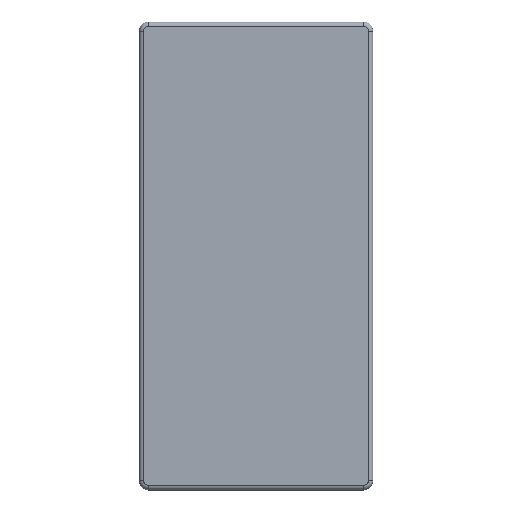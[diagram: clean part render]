
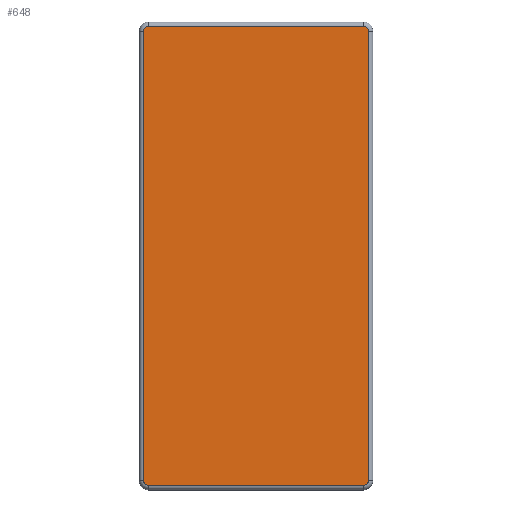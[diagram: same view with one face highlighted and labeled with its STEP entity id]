
A CAD part, top view. The second image highlights one B-rep face of the part: STEP entity #648.
In plain terms, the highlighted planar face has unit normal (0, 0, 1).
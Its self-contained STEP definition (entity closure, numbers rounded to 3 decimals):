
#56=DIRECTION('',(1.,0.,0.));
#62=DIRECTION('',(0.,0.,-1.));
#86=VECTOR('',#87,1.);
#87=DIRECTION('',(0.,-1.,0.));
#102=VECTOR('',#103,1.);
#103=DIRECTION('',(-1.,0.,0.));
#117=VECTOR('',#118,1.);
#118=DIRECTION('',(0.,1.,0.));
#132=VECTOR('',#56,1.);
#224=DIRECTION('',(0.,0.,-1.));
#421=VERTEX_POINT('',#422);
#422=CARTESIAN_POINT('',(14.74,14.24,10.3));
#428=ORIENTED_EDGE('',*,*,#429,.T.);
#429=EDGE_CURVE('',#421,#430,#432,.T.);
#430=VERTEX_POINT('',#431);
#431=CARTESIAN_POINT('',(14.74,-34.56,10.3));
#432=LINE('',#422,#86);
#446=VERTEX_POINT('',#447);
#447=CARTESIAN_POINT('',(14.24,14.74,10.3));
#452=EDGE_CURVE('',#446,#421,#453,.T.);
#453=CIRCLE('',#454,0.5);
#454=AXIS2_PLACEMENT_3D('',#455,#224,#118);
#455=CARTESIAN_POINT('',(14.24,14.24,10.3));
#463=VERTEX_POINT('',#464);
#464=CARTESIAN_POINT('',(14.24,-35.06,10.3));
#470=EDGE_CURVE('',#430,#463,#471,.T.);
#471=CIRCLE('',#472,0.5);
#472=AXIS2_PLACEMENT_3D('',#473,#224,#56);
#473=CARTESIAN_POINT('',(14.24,-34.56,10.3));
#481=VERTEX_POINT('',#482);
#482=CARTESIAN_POINT('',(-9.16,14.74,10.3));
#486=ORIENTED_EDGE('',*,*,#487,.T.);
#487=EDGE_CURVE('',#481,#446,#488,.T.);
#488=LINE('',#482,#132);
#494=ORIENTED_EDGE('',*,*,#495,.T.);
#495=EDGE_CURVE('',#463,#496,#498,.T.);
#496=VERTEX_POINT('',#497);
#497=CARTESIAN_POINT('',(-9.16,-35.06,10.3));
#498=LINE('',#464,#102);
#512=VERTEX_POINT('',#513);
#513=CARTESIAN_POINT('',(-9.66,14.24,10.3));
#520=EDGE_CURVE('',#512,#481,#521,.T.);
#521=CIRCLE('',#522,0.5);
#522=AXIS2_PLACEMENT_3D('',#523,#224,#103);
#523=CARTESIAN_POINT('',(-9.16,14.24,10.3));
#532=VERTEX_POINT('',#533);
#533=CARTESIAN_POINT('',(-9.66,-34.56,10.3));
#540=EDGE_CURVE('',#496,#532,#541,.T.);
#541=CIRCLE('',#542,0.5);
#542=AXIS2_PLACEMENT_3D('',#543,#62,#87);
#543=CARTESIAN_POINT('',(-9.16,-34.56,10.3));
#549=ORIENTED_EDGE('',*,*,#550,.T.);
#550=EDGE_CURVE('',#532,#512,#551,.T.);
#551=LINE('',#533,#117);
#648=ADVANCED_FACE('',(#649),#655,.F.);
#649=FACE_BOUND('',#650,.F.);
#650=EDGE_LOOP('',(#486,#651,#428,#652,#494,#653,#549,#654));
#651=ORIENTED_EDGE('',*,*,#452,.T.);
#652=ORIENTED_EDGE('',*,*,#470,.T.);
#653=ORIENTED_EDGE('',*,*,#540,.T.);
#654=ORIENTED_EDGE('',*,*,#520,.T.);
#655=PLANE('',#656);
#656=AXIS2_PLACEMENT_3D('',#657,#62,#103);
#657=CARTESIAN_POINT('',(2.54,-10.16,10.3));
